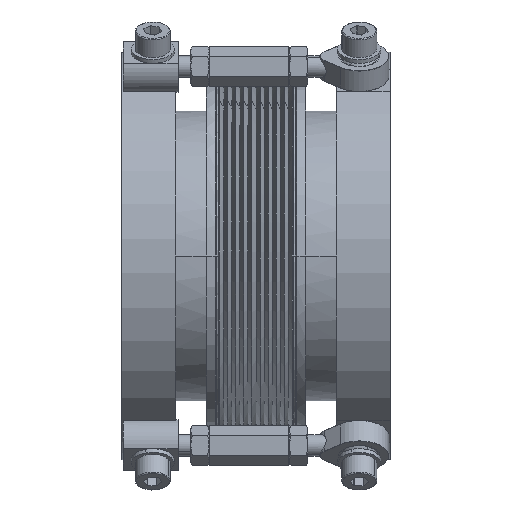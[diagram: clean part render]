
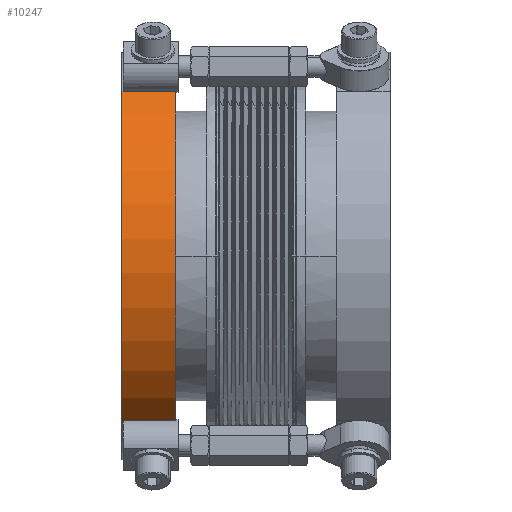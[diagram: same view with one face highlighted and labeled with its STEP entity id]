
A CAD part, front view. The second image highlights one B-rep face of the part: STEP entity #10247.
In plain terms, the highlighted cylindrical face has radius 76 mm (diameter 152 mm), a partial arc.
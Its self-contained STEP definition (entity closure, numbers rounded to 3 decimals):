
#9504=AXIS2_PLACEMENT_3D('Circle Axis2P3D',#9502,#9503,$) ;
#9864=AXIS2_PLACEMENT_3D('Circle Axis2P3D',#9862,#9863,$) ;
#10201=AXIS2_PLACEMENT_3D('Cylinder Axis2P3D',#10198,#10199,#10200) ;
#43=CARTESIAN_POINT('Vertex',(-99.5,-44.717,-61.452)) ;
#147=CARTESIAN_POINT('Vertex',(-80.,-44.717,-61.452)) ;
#150=CARTESIAN_POINT('Line Origine',(-89.25,-44.717,-61.452)) ;
#4212=CARTESIAN_POINT('Vertex',(-99.5,-44.717,61.452)) ;
#4269=CARTESIAN_POINT('Line Origine',(-89.25,-44.717,61.452)) ;
#4273=CARTESIAN_POINT('Vertex',(-80.,-44.717,61.452)) ;
#9464=CARTESIAN_POINT('Vertex',(-100.,-44.717,61.452)) ;
#9499=CARTESIAN_POINT('Vertex',(-100.,-44.717,-61.452)) ;
#9502=CARTESIAN_POINT('Axis2P3D Location',(-100.,0.,0.)) ;
#9862=CARTESIAN_POINT('Axis2P3D Location',(-80.,0.,0.)) ;
#10198=CARTESIAN_POINT('Axis2P3D Location',(-90.,0.,0.)) ;
#10229=CARTESIAN_POINT('Line Origine',(-90.,-44.717,-61.452)) ;
#10234=CARTESIAN_POINT('Line Origine',(-90.,-44.717,61.452)) ;
#151=DIRECTION('Vector Direction',(-1.,0.,0.)) ;
#4270=DIRECTION('Vector Direction',(-1.,0.,0.)) ;
#9503=DIRECTION('Axis2P3D Direction',(1.,0.,0.)) ;
#9863=DIRECTION('Axis2P3D Direction',(1.,0.,0.)) ;
#10199=DIRECTION('Axis2P3D Direction',(1.,0.,0.)) ;
#10200=DIRECTION('Axis2P3D XDirection',(0.,0.479,-0.878)) ;
#10230=DIRECTION('Vector Direction',(1.,0.,0.)) ;
#10235=DIRECTION('Vector Direction',(1.,0.,0.)) ;
#152=VECTOR('Line Direction',#151,1.) ;
#4271=VECTOR('Line Direction',#4270,1.) ;
#10231=VECTOR('Line Direction',#10230,1.) ;
#10236=VECTOR('Line Direction',#10235,1.) ;
#10240=ORIENTED_EDGE('',*,*,#10233,.T.) ;
#10241=ORIENTED_EDGE('',*,*,#154,.T.) ;
#10242=ORIENTED_EDGE('',*,*,#9866,.F.) ;
#10243=ORIENTED_EDGE('',*,*,#4275,.F.) ;
#10244=ORIENTED_EDGE('',*,*,#10238,.F.) ;
#10245=ORIENTED_EDGE('',*,*,#9506,.T.) ;
#10247=ADVANCED_FACE('Hauptk\X2\00F6\X0\rper',(#10246),#10202,.T.) ;
#9505=CIRCLE('generated circle',#9504,76.) ;
#9865=CIRCLE('generated circle',#9864,76.) ;
#10202=CYLINDRICAL_SURFACE('generated cylinder',#10201,76.) ;
#154=EDGE_CURVE('',#44,#148,#153,.F.) ;
#4275=EDGE_CURVE('',#4213,#4274,#4272,.F.) ;
#9506=EDGE_CURVE('',#9465,#9500,#9505,.T.) ;
#9866=EDGE_CURVE('',#4274,#148,#9865,.T.) ;
#10233=EDGE_CURVE('',#9500,#44,#10232,.T.) ;
#10238=EDGE_CURVE('',#9465,#4213,#10237,.T.) ;
#10239=EDGE_LOOP('',(#10240,#10241,#10242,#10243,#10244,#10245)) ;
#10246=FACE_OUTER_BOUND('',#10239,.T.) ;
#153=LINE('Line',#150,#152) ;
#4272=LINE('Line',#4269,#4271) ;
#10232=LINE('Line',#10229,#10231) ;
#10237=LINE('Line',#10234,#10236) ;
#44=VERTEX_POINT('',#43) ;
#148=VERTEX_POINT('',#147) ;
#4213=VERTEX_POINT('',#4212) ;
#4274=VERTEX_POINT('',#4273) ;
#9465=VERTEX_POINT('',#9464) ;
#9500=VERTEX_POINT('',#9499) ;
